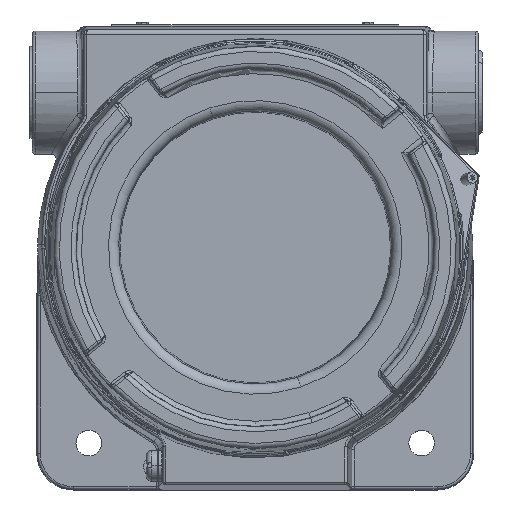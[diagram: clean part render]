
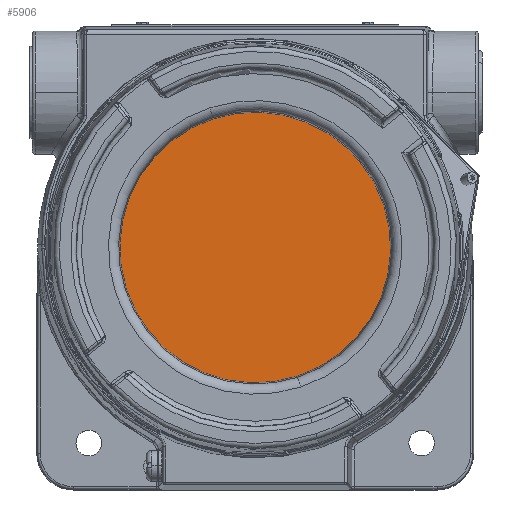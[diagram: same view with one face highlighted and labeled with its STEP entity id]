
A CAD part, top view. The second image highlights one B-rep face of the part: STEP entity #5906.
In plain terms, the highlighted planar face has unit normal (0, 0, 1).
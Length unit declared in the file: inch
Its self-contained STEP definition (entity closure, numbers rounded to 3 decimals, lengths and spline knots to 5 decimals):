
#1455 = EDGE_CURVE ( 'NONE', #36750, #32163, #29245, .T. ) ;
#1480 = CARTESIAN_POINT ( 'NONE',  ( 0., 0., 3.562 ) ) ;
#2346 = AXIS2_PLACEMENT_3D ( 'NONE', #48820, #2375, #11731 ) ;
#2375 = DIRECTION ( 'NONE',  ( 0., 0., -1. ) ) ;
#5906 = ADVANCED_FACE ( 'NONE', ( #16416 ), #11113, .F. ) ;
#7121 = CIRCLE ( 'NONE', #8117, 2.031 ) ;
#8117 = AXIS2_PLACEMENT_3D ( 'NONE', #1480, #39779, #49156 ) ;
#11113 = PLANE ( 'NONE',  #33302 ) ;
#11731 = DIRECTION ( 'NONE',  ( -0.151, 0.989, 0. ) ) ;
#11734 = CARTESIAN_POINT ( 'NONE',  ( 0., 0., 3.562 ) ) ;
#14866 = ORIENTED_EDGE ( 'NONE', *, *, #40984, .F. ) ;
#16416 = FACE_OUTER_BOUND ( 'NONE', #30549, .T. ) ;
#21276 = ORIENTED_EDGE ( 'NONE', *, *, #1455, .F. ) ;
#28210 = CARTESIAN_POINT ( 'NONE',  ( -0.30569, 2.00786, 3.562 ) ) ;
#29245 = CIRCLE ( 'NONE', #2346, 2.031 ) ;
#30549 = EDGE_LOOP ( 'NONE', ( #14866, #21276 ) ) ;
#32163 = VERTEX_POINT ( 'NONE', #28210 ) ;
#33302 = AXIS2_PLACEMENT_3D ( 'NONE', #11734, #39759, #58185 ) ;
#36750 = VERTEX_POINT ( 'NONE', #47211 ) ;
#39759 = DIRECTION ( 'NONE',  ( 0., 0., -1. ) ) ;
#39779 = DIRECTION ( 'NONE',  ( 0., 0., -1. ) ) ;
#40984 = EDGE_CURVE ( 'NONE', #32163, #36750, #7121, .T. ) ;
#47211 = CARTESIAN_POINT ( 'NONE',  ( 0.30569, -2.00786, 3.562 ) ) ;
#48820 = CARTESIAN_POINT ( 'NONE',  ( 0., 0., 3.562 ) ) ;
#49156 = DIRECTION ( 'NONE',  ( -0.151, 0.989, 0. ) ) ;
#58185 = DIRECTION ( 'NONE',  ( -0.151, 0.989, 0. ) ) ;
